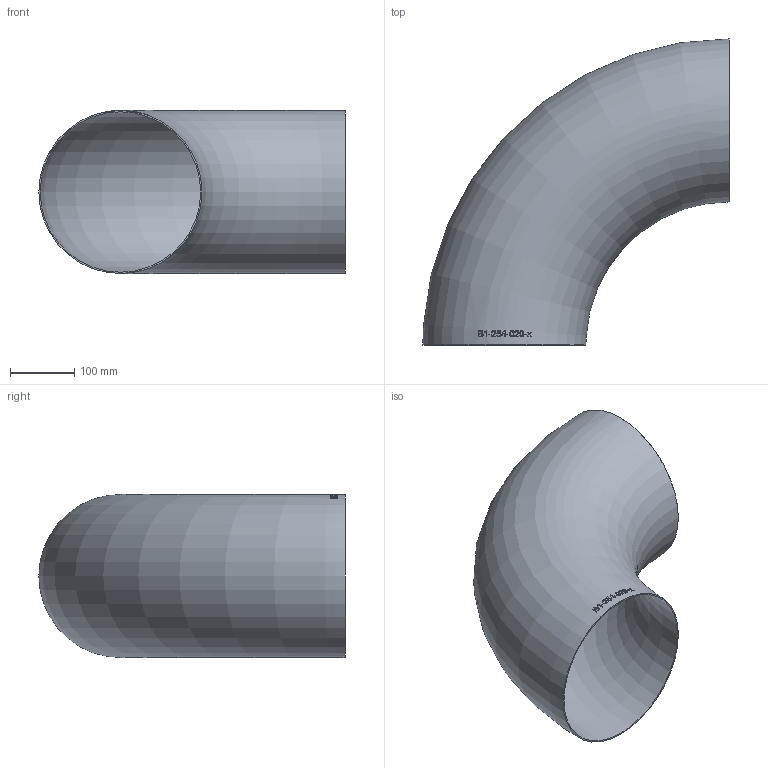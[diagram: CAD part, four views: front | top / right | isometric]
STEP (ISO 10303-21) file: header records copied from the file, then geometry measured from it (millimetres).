
FILE_DESCRIPTION (( 'STEP AP214' ), '1' );
FILE_NAME ('B1-254-020-x Bogen 2005.STEP', '2020-05-04T09:17:09', ( '' ), ( '' ), 'SwSTEP 2.0', 'SolidWorks 2019', '' );
FILE_SCHEMA (( 'AUTOMOTIVE_DESIGN' ));
Length unit declared in the file: millimetre
Products named in the file (1): B1-254-020-x Bogen 2005
Bounding box: 477 x 477 x 254 mm (x, y, z)
Volume: 870488.1 mm3; surface area: 873680.7 mm2
Topology: 1 solids, 1 shells, 139 faces, 364 edges, 243 vertices
Faces by surface type: bspline 118, torus 19, plane 2
Entity records: 22355 total; most frequent: CARTESIAN_POINT 18535, ORIENTED_EDGE 716, EDGE_CURVE 358, B_SPLINE_CURVE_WITH_KNOTS 352, VERTEX_POINT 240, EDGE_LOOP 160, FACE_OUTER_BOUND 141, ADVANCED_FACE 139
